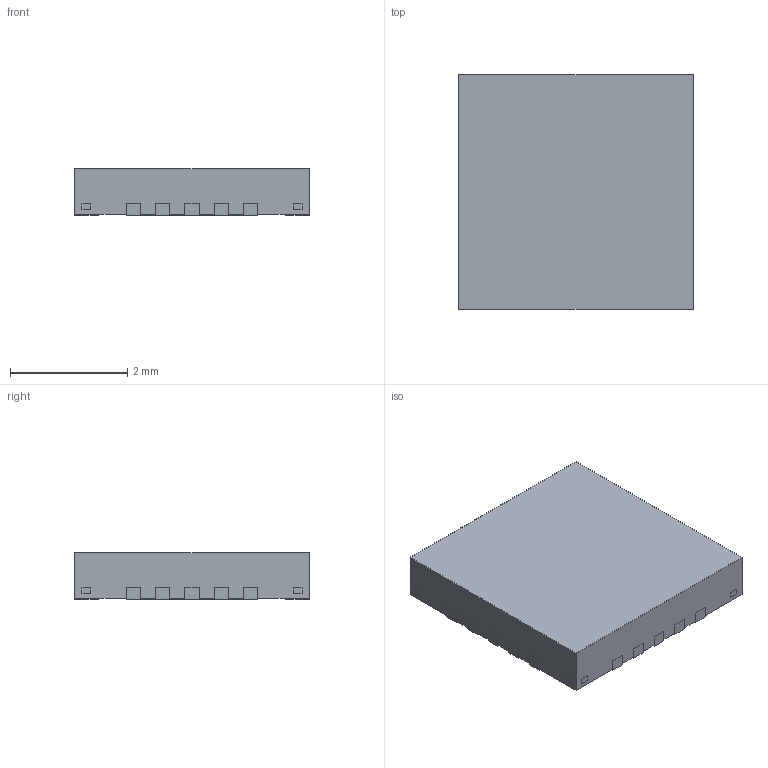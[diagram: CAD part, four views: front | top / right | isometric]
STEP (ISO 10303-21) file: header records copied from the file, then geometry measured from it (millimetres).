
FILE_DESCRIPTION((''),'2;1');
FILE_NAME('RTJ0020A_ASM','2021-04-23T07:44:35',('a0412086'),(''),'CREO PARAMETRIC BY PTC INC, 2018500','CREO PARAMETRIC BY PTC INC, 2018500','');
FILE_SCHEMA(('CONFIG_CONTROL_DESIGN','SHAPE_APPEARANCE_LAYERS_GROUPS'));
Length unit declared in the file: millimetre
Products named in the file (4): FRAME; BODY; PIN1_AREA; RTJ0020A_ASM
Assembly tree (3 placements, depth 2):
  RTJ0020A_ASM
    FRAME
    BODY
    PIN1_AREA
Bounding box: 4 x 4 x 0.8 mm (x, y, z)
Volume: 12.6 mm3; surface area: 69.4 mm2
Topology: 26 solids, 26 shells, 435 faces, 1146 edges, 764 vertices
Faces by surface type: plane 275, cylinder 160
Entity records: 17398 total; most frequent: CARTESIAN_POINT 2352, DIRECTION 2350, ORIENTED_EDGE 2292, PRESENTATION_STYLE_ASSIGNMENT 1201, STYLED_ITEM 1173, CURVE_STYLE 1146, EDGE_CURVE 1146, VECTOR 826
